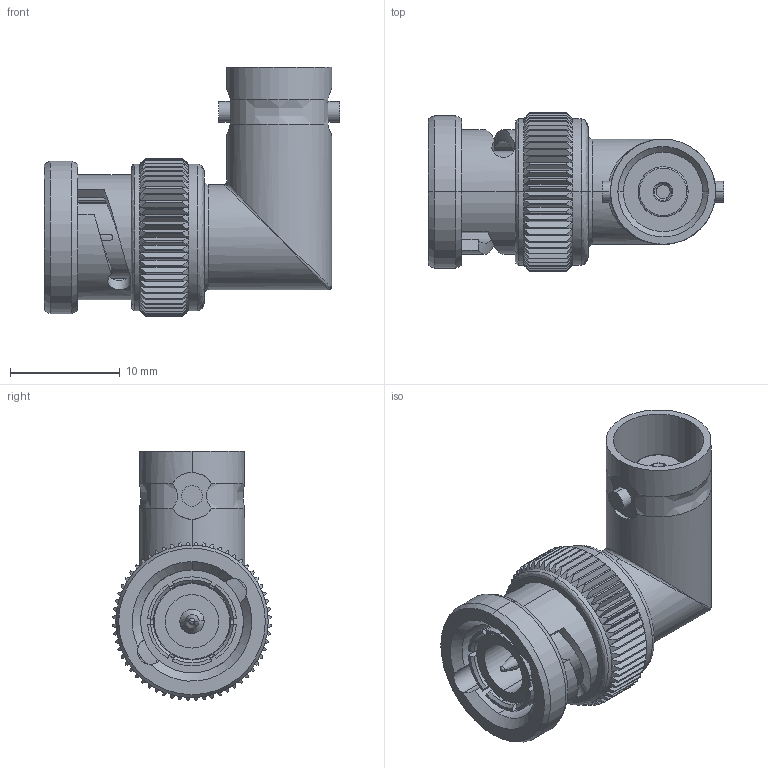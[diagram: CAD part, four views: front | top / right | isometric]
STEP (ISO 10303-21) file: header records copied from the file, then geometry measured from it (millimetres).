
FILE_DESCRIPTION (( 'STEP AP203' ), '1' );
FILE_NAME ('PE9085.step', '2018-11-07T22:39:24', ( '' ), ( '' ), 'SwSTEP 2.0', 'SolidWorks 2017', '' );
FILE_SCHEMA (( 'CONFIG_CONTROL_DESIGN' ));
Length unit declared in the file: inch
Products named in the file (1): PE9085
Bounding box: 26.95 x 14.46 x 22.75 mm (x, y, z)
Volume: 2616.1 mm3; surface area: 3204.5 mm2
Topology: 1 solids, 3 shells, 498 faces, 1166 edges, 682 vertices
Faces by surface type: plane 183, cone 153, cylinder 142, bspline 18, torus 2
Entity records: 16207 total; most frequent: CARTESIAN_POINT 5267, ORIENTED_EDGE 2324, DIRECTION 2217, EDGE_CURVE 1162, AXIS2_PLACEMENT_3D 916, VERTEX_POINT 682, EDGE_LOOP 518, ADVANCED_FACE 498
